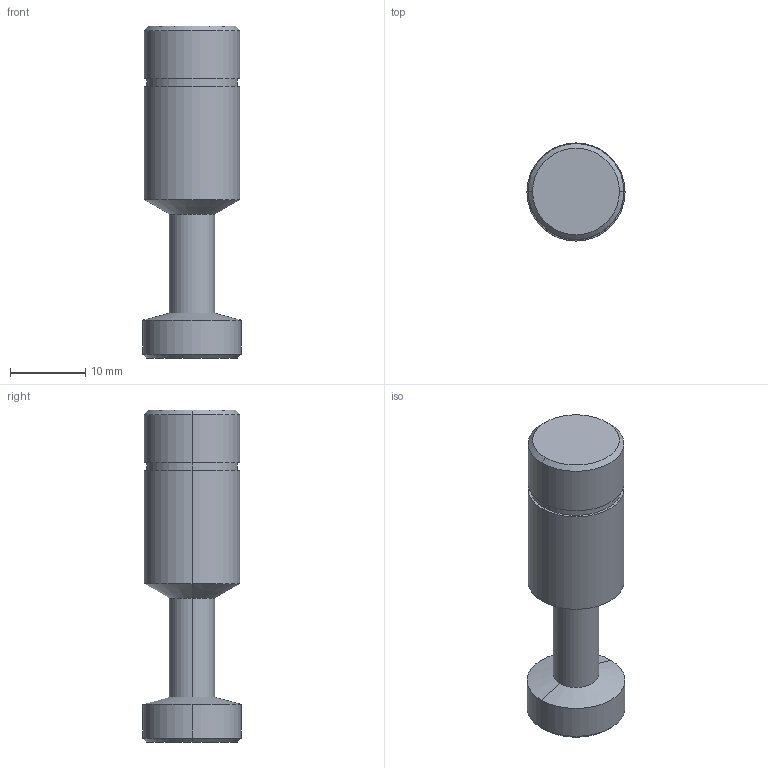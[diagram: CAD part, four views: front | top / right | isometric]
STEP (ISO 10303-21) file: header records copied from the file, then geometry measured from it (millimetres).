
FILE_DESCRIPTION (( 'STEP AP214' ), '1' );
FILE_NAME ('PGS1-2.STEP', '2018-06-13T21:38:30', ( '' ), ( '' ), 'SwSTEP 2.0', 'SolidWorks 2016', '' );
FILE_SCHEMA (( 'AUTOMOTIVE_DESIGN' ));
Length unit declared in the file: millimetre
Products named in the file (1): PGS1-2
Bounding box: 13 x 13 x 44 mm (x, y, z)
Volume: 4130.8 mm3; surface area: 1848.7 mm2
Topology: 1 solids, 1 shells, 22 faces, 42 edges, 24 vertices
Faces by surface type: cylinder 10, cone 8, plane 4
Entity records: 830 total; most frequent: DIRECTION 112, CARTESIAN_POINT 89, ORIENTED_EDGE 84, AXIS2_PLACEMENT_3D 47, EDGE_CURVE 42, UNCERTAINTY_MEASURE_WITH_UNIT 25, PRESENTATION_LAYER_ASSIGNMENT 24, FILL_AREA_STYLE 24
